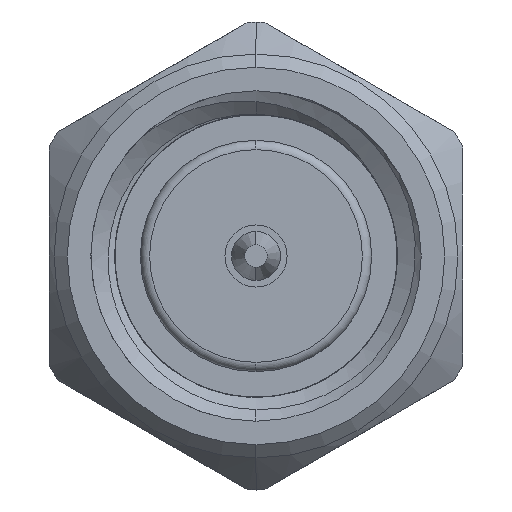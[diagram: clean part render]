
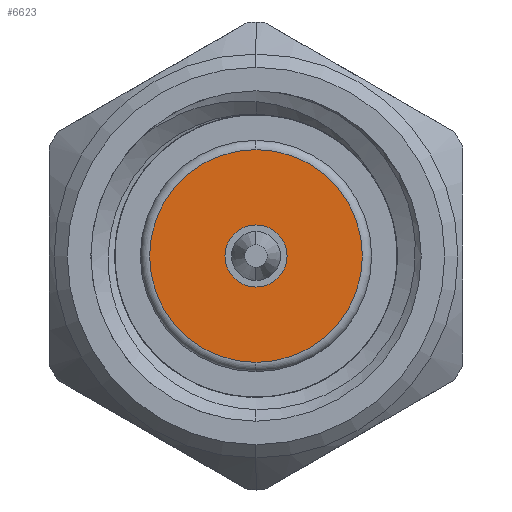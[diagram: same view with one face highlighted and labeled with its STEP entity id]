
A CAD part, left-side view. The second image highlights one B-rep face of the part: STEP entity #6623.
In plain terms, the highlighted planar face has unit normal (-1, 0, 0).
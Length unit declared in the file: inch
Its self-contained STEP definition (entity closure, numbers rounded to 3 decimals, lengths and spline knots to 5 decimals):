
#538 = CARTESIAN_POINT ( 'NONE',  ( 0.1, 0., 0. ) ) ;
#622 = VERTEX_POINT ( 'NONE', #4150 ) ;
#856 = AXIS2_PLACEMENT_3D ( 'NONE', #2356, #1853, #2321 ) ;
#970 = AXIS2_PLACEMENT_3D ( 'NONE', #538, #2024, #5120 ) ;
#1231 = EDGE_CURVE ( 'NONE', #622, #5857, #6336, .T. ) ;
#1416 = AXIS2_PLACEMENT_3D ( 'NONE', #3281, #2252, #4813 ) ;
#1433 = CARTESIAN_POINT ( 'NONE',  ( 0.1, 0., 0. ) ) ;
#1549 = CARTESIAN_POINT ( 'NONE',  ( 0.1, 0., 0. ) ) ;
#1836 = CIRCLE ( 'NONE', #1416, 0.0805 ) ;
#1853 = DIRECTION ( 'NONE',  ( -1., 0., 0. ) ) ;
#1906 = ORIENTED_EDGE ( 'NONE', *, *, #4758, .T. ) ;
#1921 = CARTESIAN_POINT ( 'NONE',  ( 0.1, 0., -0.0805 ) ) ;
#2024 = DIRECTION ( 'NONE',  ( -1., 0., 0. ) ) ;
#2066 = AXIS2_PLACEMENT_3D ( 'NONE', #1549, #3618, #5647 ) ;
#2252 = DIRECTION ( 'NONE',  ( -1., 0., 0. ) ) ;
#2321 = DIRECTION ( 'NONE',  ( 0., 0., -1. ) ) ;
#2356 = CARTESIAN_POINT ( 'NONE',  ( 0.1, 0., 0. ) ) ;
#2407 = VERTEX_POINT ( 'NONE', #4969 ) ;
#2990 = DIRECTION ( 'NONE',  ( -1., 0., 0. ) ) ;
#3074 = EDGE_LOOP ( 'NONE', ( #1906, #3638 ) ) ;
#3190 = CARTESIAN_POINT ( 'NONE',  ( 0.1, 0., 0.0235 ) ) ;
#3281 = CARTESIAN_POINT ( 'NONE',  ( 0.1, 0., 0. ) ) ;
#3348 = EDGE_CURVE ( 'NONE', #2407, #4588, #6215, .T. ) ;
#3498 = EDGE_CURVE ( 'NONE', #4588, #2407, #4411, .T. ) ;
#3503 = DIRECTION ( 'NONE',  ( 0., 0., -1. ) ) ;
#3618 = DIRECTION ( 'NONE',  ( 1., 0., 0. ) ) ;
#3638 = ORIENTED_EDGE ( 'NONE', *, *, #1231, .T. ) ;
#3889 = ORIENTED_EDGE ( 'NONE', *, *, #3498, .F. ) ;
#4150 = CARTESIAN_POINT ( 'NONE',  ( 0.1, 0., 0.0805 ) ) ;
#4411 = CIRCLE ( 'NONE', #970, 0.0235 ) ;
#4419 = ORIENTED_EDGE ( 'NONE', *, *, #3348, .F. ) ;
#4548 = AXIS2_PLACEMENT_3D ( 'NONE', #1433, #2990, #3503 ) ;
#4588 = VERTEX_POINT ( 'NONE', #3190 ) ;
#4619 = FACE_BOUND ( 'NONE', #6045, .T. ) ;
#4758 = EDGE_CURVE ( 'NONE', #5857, #622, #1836, .T. ) ;
#4813 = DIRECTION ( 'NONE',  ( 0., 0., -1. ) ) ;
#4969 = CARTESIAN_POINT ( 'NONE',  ( 0.1, 0., -0.0235 ) ) ;
#5120 = DIRECTION ( 'NONE',  ( 0., 0., -1. ) ) ;
#5647 = DIRECTION ( 'NONE',  ( 0., 1., 0. ) ) ;
#5857 = VERTEX_POINT ( 'NONE', #1921 ) ;
#6045 = EDGE_LOOP ( 'NONE', ( #4419, #3889 ) ) ;
#6146 = PLANE ( 'NONE',  #2066 ) ;
#6215 = CIRCLE ( 'NONE', #856, 0.0235 ) ;
#6336 = CIRCLE ( 'NONE', #4548, 0.0805 ) ;
#6623 = ADVANCED_FACE ( 'NONE', ( #4619, #6650 ), #6146, .F. ) ;
#6650 = FACE_OUTER_BOUND ( 'NONE', #3074, .T. ) ;
